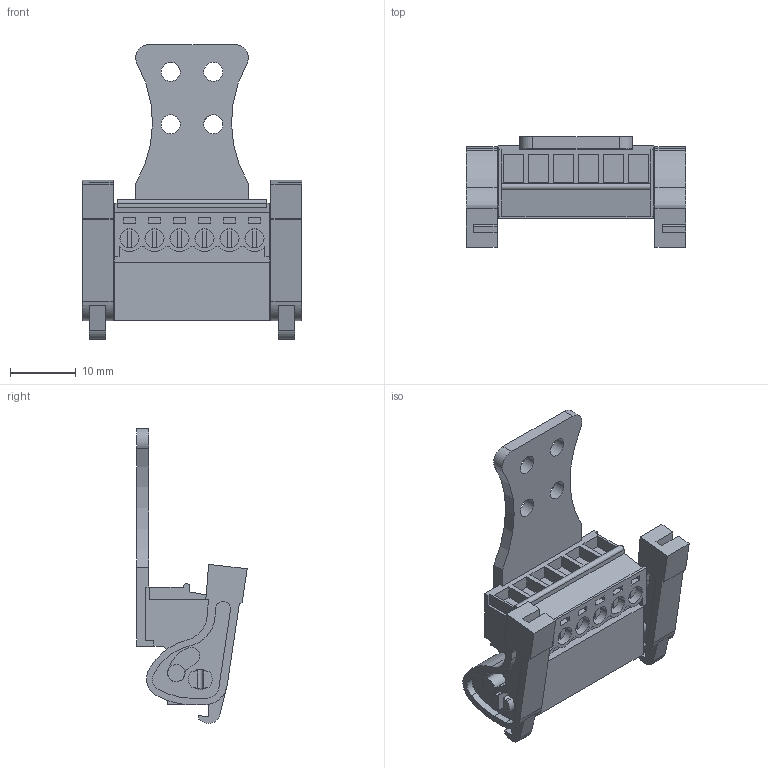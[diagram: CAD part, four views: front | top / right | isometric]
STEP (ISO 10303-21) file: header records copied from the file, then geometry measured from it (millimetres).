
FILE_DESCRIPTION(('CATIA V5 STEP Exchange','CAx-IF Rec.Pracs.--- Model Styling and Organization---1.2---2011-12-15'),'2;1');
FILE_NAME ('D1462294_0', '2018-05-08T13:44:52+00:00', ('none'), ('Weidmueller'), 'CATIA Version 5-6 Release 2014', 'CATIA V5 STEP AP214', 'none');
FILE_SCHEMA(('AUTOMOTIVE_DESIGN { 1 0 10303 214 1 1 1 1 }'));
Length unit declared in the file: millimetre
Products named in the file (1): 2444270000
Bounding box: 33.45 x 16.83 x 44.95 mm (x, y, z)
Volume: 4647.6 mm3; surface area: 6560.4 mm2
Topology: 16 solids, 16 shells, 565 faces, 1489 edges, 994 vertices
Faces by surface type: plane 424, cylinder 141
Entity records: 16717 total; most frequent: CARTESIAN_POINT 3028, ORIENTED_EDGE 2978, DIRECTION 2173, EDGE_CURVE 1489, VECTOR 1123, LINE 1123, VERTEX_POINT 994, AXIS2_PLACEMENT_3D 689
